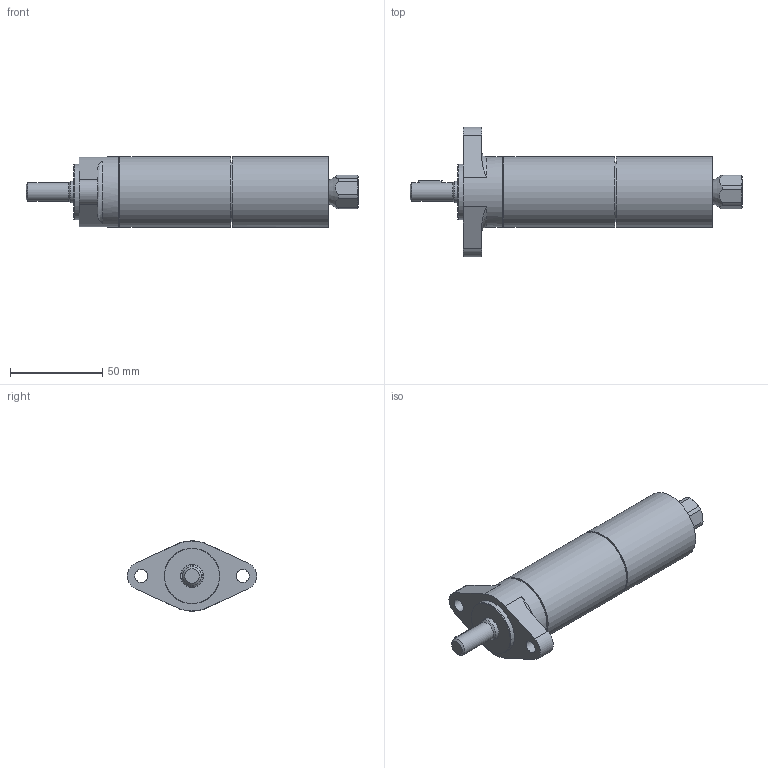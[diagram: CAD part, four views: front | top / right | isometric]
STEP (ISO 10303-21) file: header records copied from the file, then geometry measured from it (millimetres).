
FILE_DESCRIPTION((''),'2;1');
FILE_NAME('MR 28-1850_47230035.stp','2011-11-28T14:56:02',('ibasyouni'),(''),'Autodesk Inventor 2008','Autodesk Inventor 2008','');
FILE_SCHEMA(('AUTOMOTIVE_DESIGN { 1 0 10303 214 1 1 1 1 }'));
Length unit declared in the file: millimetre
Products named in the file (1): MR 28-1850_47230035
Bounding box: 179.6 x 70 x 38 mm (x, y, z)
Volume: 162899.9 mm3; surface area: 26857.5 mm2
Topology: 1 solids, 1 shells, 83 faces, 182 edges, 116 vertices
Faces by surface type: plane 37, cylinder 32, cone 12, bspline 2
Full cylindrical faces by diameter (mm): 2.8 x1, 6.5 x1, 7 x2, 10 x1, 11.445 x1, 11.85 x1, 12.5 x1, 12.6 x1, 30 x1, 32 x2, 34 x2, 36 x2, 36.1 x1, 36.2 x1, 38 x3
Entity records: 2535 total; most frequent: CARTESIAN_POINT 672, DIRECTION 368, ORIENTED_EDGE 294, AXIS2_PLACEMENT_3D 165, EDGE_CURVE 147, EDGE_LOOP 132, VERTEX_POINT 109, STYLED_ITEM 84
